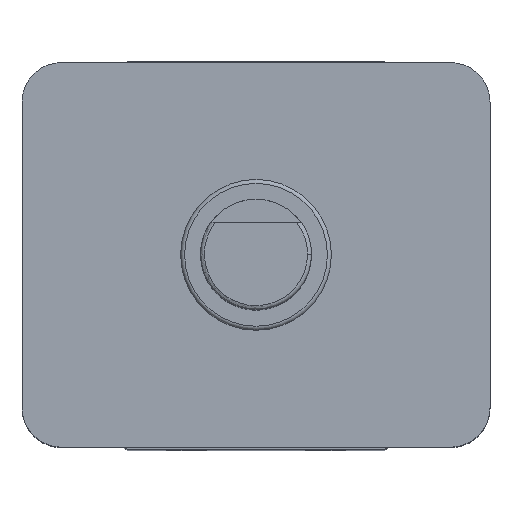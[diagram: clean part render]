
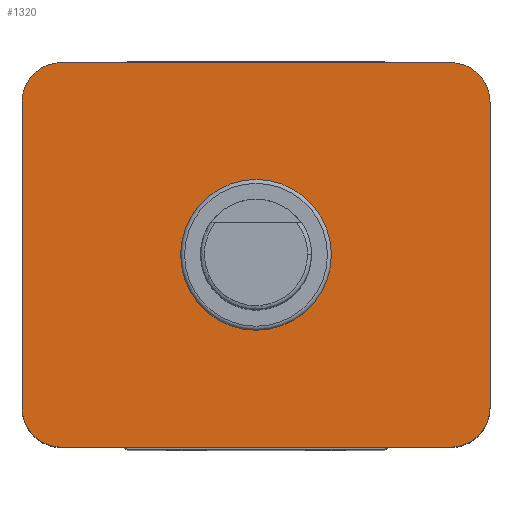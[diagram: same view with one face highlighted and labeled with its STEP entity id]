
A CAD part, top view. The second image highlights one B-rep face of the part: STEP entity #1320.
In plain terms, the highlighted planar face has unit normal (0, 0, 1).
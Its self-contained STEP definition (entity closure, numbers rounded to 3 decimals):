
#1044=CARTESIAN_POINT('',(4.9,-4.85,23.8));
#1045=VERTEX_POINT('',#1044);
#1052=CARTESIAN_POINT('',(-4.9,-4.85,23.8));
#1053=VERTEX_POINT('',#1052);
#1054=CARTESIAN_POINT('',(-4.9,-4.85,23.8));
#1055=DIRECTION('',(1.,0.,0.));
#1056=VECTOR('',#1055,9.8);
#1057=LINE('',#1054,#1056);
#1058=EDGE_CURVE('',#1053,#1045,#1057,.T.);
#1084=CARTESIAN_POINT('',(5.9,3.85,23.8));
#1085=VERTEX_POINT('',#1084);
#1092=CARTESIAN_POINT('',(5.9,-3.85,23.8));
#1093=VERTEX_POINT('',#1092);
#1094=CARTESIAN_POINT('',(5.9,-3.85,23.8));
#1095=DIRECTION('',(-0.,1.,0.));
#1096=VECTOR('',#1095,7.7);
#1097=LINE('',#1094,#1096);
#1098=EDGE_CURVE('',#1093,#1085,#1097,.T.);
#1124=CARTESIAN_POINT('',(-4.9,4.85,23.8));
#1125=VERTEX_POINT('',#1124);
#1132=CARTESIAN_POINT('',(4.9,4.85,23.8));
#1133=VERTEX_POINT('',#1132);
#1134=CARTESIAN_POINT('',(4.9,4.85,23.8));
#1135=DIRECTION('',(-1.,-0.,0.));
#1136=VECTOR('',#1135,9.8);
#1137=LINE('',#1134,#1136);
#1138=EDGE_CURVE('',#1133,#1125,#1137,.T.);
#1163=CARTESIAN_POINT('',(4.9,-3.85,23.8));
#1164=DIRECTION('',(0.,0.,1.));
#1165=DIRECTION('',(1.,0.,-0.));
#1166=AXIS2_PLACEMENT_3D('',#1163,#1164,#1165);
#1167=CIRCLE('',#1166,1.);
#1168=EDGE_CURVE('',#1045,#1093,#1167,.T.);
#1187=CARTESIAN_POINT('',(4.9,3.85,23.8));
#1188=DIRECTION('',(0.,0.,1.));
#1189=DIRECTION('',(1.,0.,-0.));
#1190=AXIS2_PLACEMENT_3D('',#1187,#1188,#1189);
#1191=CIRCLE('',#1190,1.);
#1192=EDGE_CURVE('',#1085,#1133,#1191,.T.);
#1212=CARTESIAN_POINT('',(-5.9,3.85,23.8));
#1213=VERTEX_POINT('',#1212);
#1220=CARTESIAN_POINT('',(-4.9,3.85,23.8));
#1221=DIRECTION('',(0.,0.,1.));
#1222=DIRECTION('',(1.,0.,-0.));
#1223=AXIS2_PLACEMENT_3D('',#1220,#1221,#1222);
#1224=CIRCLE('',#1223,1.);
#1225=EDGE_CURVE('',#1125,#1213,#1224,.T.);
#1237=CARTESIAN_POINT('',(-5.9,-3.85,23.8));
#1238=VERTEX_POINT('',#1237);
#1253=CARTESIAN_POINT('',(-4.9,-3.85,23.8));
#1254=DIRECTION('',(0.,0.,1.));
#1255=DIRECTION('',(1.,0.,-0.));
#1256=AXIS2_PLACEMENT_3D('',#1253,#1254,#1255);
#1257=CIRCLE('',#1256,1.);
#1258=EDGE_CURVE('',#1238,#1053,#1257,.T.);
#1276=CARTESIAN_POINT('',(-5.9,3.85,23.8));
#1277=DIRECTION('',(0.,-1.,0.));
#1278=VECTOR('',#1277,7.7);
#1279=LINE('',#1276,#1278);
#1280=EDGE_CURVE('',#1213,#1238,#1279,.T.);
#1285=CARTESIAN_POINT('',(0.,0.,23.8));
#1286=DIRECTION('',(0.,0.,1.));
#1287=DIRECTION('',(1.,0.,0.));
#1288=AXIS2_PLACEMENT_3D('',#1285,#1286,#1287);
#1289=PLANE('',#1288);
#1290=CARTESIAN_POINT('',(-1.9,0.,23.8));
#1291=VERTEX_POINT('',#1290);
#1292=CARTESIAN_POINT('',(1.9,-0.,23.8));
#1293=VERTEX_POINT('',#1292);
#1294=CARTESIAN_POINT('',(0.,0.,23.8));
#1295=DIRECTION('',(0.,0.,1.));
#1296=DIRECTION('',(1.,0.,-0.));
#1297=AXIS2_PLACEMENT_3D('',#1294,#1295,#1296);
#1298=CIRCLE('',#1297,1.9);
#1299=EDGE_CURVE('',#1291,#1293,#1298,.T.);
#1300=ORIENTED_EDGE('',*,*,#1299,.F.);
#1301=CARTESIAN_POINT('',(0.,0.,23.8));
#1302=DIRECTION('',(0.,0.,1.));
#1303=DIRECTION('',(1.,0.,-0.));
#1304=AXIS2_PLACEMENT_3D('',#1301,#1302,#1303);
#1305=CIRCLE('',#1304,1.9);
#1306=EDGE_CURVE('',#1293,#1291,#1305,.T.);
#1307=ORIENTED_EDGE('',*,*,#1306,.F.);
#1308=EDGE_LOOP('',(#1300,#1307));
#1309=FACE_BOUND('',#1308,.T.);
#1310=ORIENTED_EDGE('',*,*,#1058,.T.);
#1311=ORIENTED_EDGE('',*,*,#1168,.T.);
#1312=ORIENTED_EDGE('',*,*,#1098,.T.);
#1313=ORIENTED_EDGE('',*,*,#1192,.T.);
#1314=ORIENTED_EDGE('',*,*,#1138,.T.);
#1315=ORIENTED_EDGE('',*,*,#1225,.T.);
#1316=ORIENTED_EDGE('',*,*,#1280,.T.);
#1317=ORIENTED_EDGE('',*,*,#1258,.T.);
#1318=EDGE_LOOP('',(#1310,#1311,#1312,#1313,#1314,#1315,#1316,#1317));
#1319=FACE_BOUND('',#1318,.T.);
#1320=ADVANCED_FACE('',(#1309,#1319),#1289,.T.);
